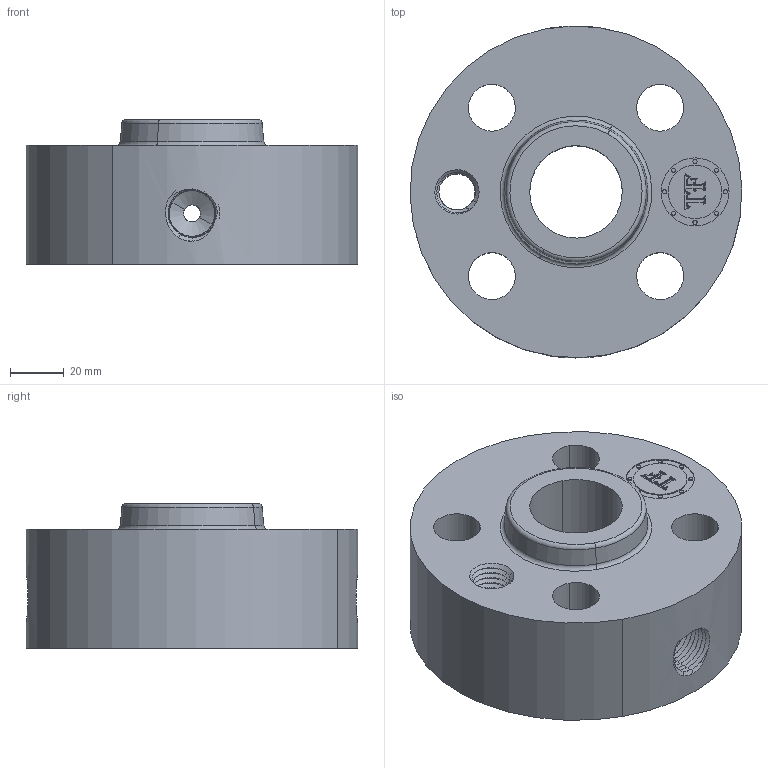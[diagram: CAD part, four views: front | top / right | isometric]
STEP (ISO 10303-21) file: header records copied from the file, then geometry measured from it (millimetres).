
FILE_DESCRIPTION(('3D STEP'),'2;1');
FILE_NAME('1-300-RTJ-SLIP-ON-ORIF-FLANGE.stp','2013-10-20T18:37:01+00:00',('Texas Flange'),(''),'CATIA Version 5 Release 20 SP 6 (IN-10)','CATIA V5 STEP AP214','800-826-3801');
FILE_SCHEMA(('AUTOMOTIVE_DESIGN { 1 0 10303 214 1 1 1 1 }'));
Length unit declared in the file: inch
Products named in the file (1): 1-300-RTJ-SLIP-ON-ORIF-FLANGE
Bounding box: 123.92 x 123.95 x 54.1 mm (x, y, z)
Volume: 436346.2 mm3; surface area: 63757.6 mm2
Topology: 1 solids, 1 shells, 787 faces, 2134 edges, 1369 vertices
Faces by surface type: plane 370, bspline 266, cylinder 89, cone 50, torus 8, revolution 4
Entity records: 33555 total; most frequent: CARTESIAN_POINT 14167, ORIENTED_EDGE 4268, EDGE_CURVE 2134, DIRECTION 2056, VERTEX_POINT 1369, VECTOR 1179, LINE 1179, B_SPLINE_CURVE_WITH_KNOTS 848
